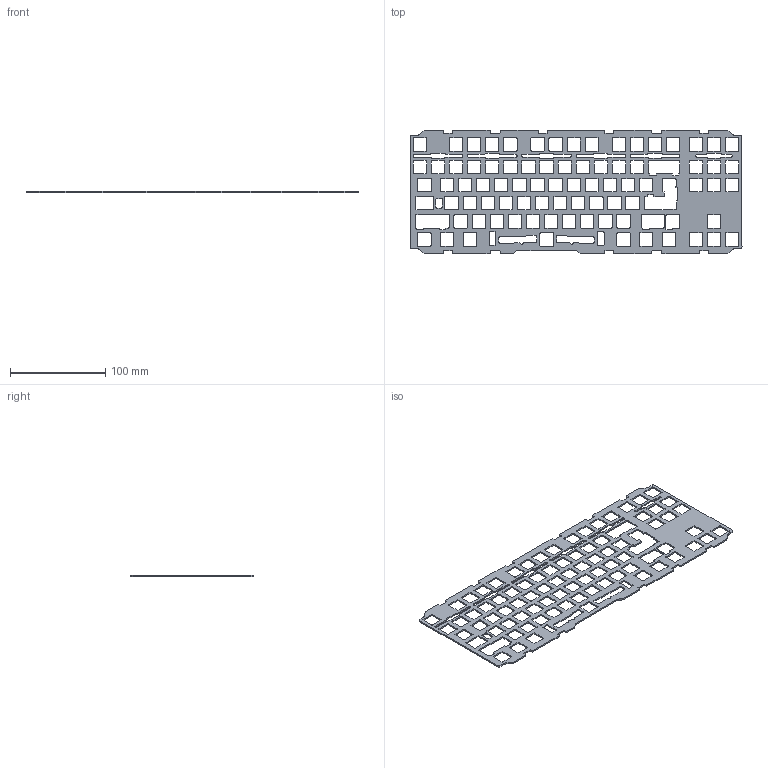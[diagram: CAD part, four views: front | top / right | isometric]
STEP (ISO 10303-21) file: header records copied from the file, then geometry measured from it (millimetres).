
FILE_DESCRIPTION(/* description */ (''),/* implementation_level */ '2;1');
FILE_NAME(/* name */ 'BIAS_DE_worse_plate.step',/* time_stamp */ '2025-06-03T21:01:09+03:00',/* author */ (''),/* organization */ (''),/* preprocessor_version */ 'ST-DEVELOPER v20.1',/* originating_system */ 'Autodesk Translation Framework v14.10.0.0',/* authorisation */ '');
FILE_SCHEMA (('AUTOMOTIVE_DESIGN { 1 0 10303 214 3 1 1 }'));
Length unit declared in the file: millimetre
Products named in the file (1): FusionComponent
Bounding box: 349.41 x 130.26 x 1.5 mm (x, y, z)
Volume: 36731.8 mm3; surface area: 59330.5 mm2
Topology: 1 solids, 1 shells, 1056 faces, 3162 edges, 2108 vertices
Faces by surface type: cylinder 530, plane 526
Entity records: 36287 total; most frequent: DIRECTION 6336, CARTESIAN_POINT 6327, ORIENTED_EDGE 6324, EDGE_CURVE 3162, AXIS2_PLACEMENT_3D 2117, VERTEX_POINT 2108, LINE 2102, VECTOR 2102
